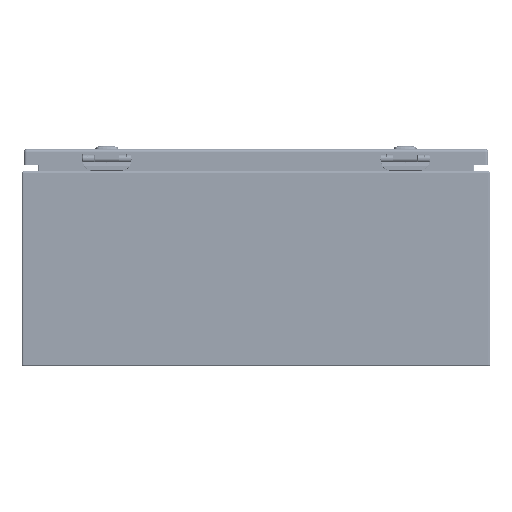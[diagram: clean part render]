
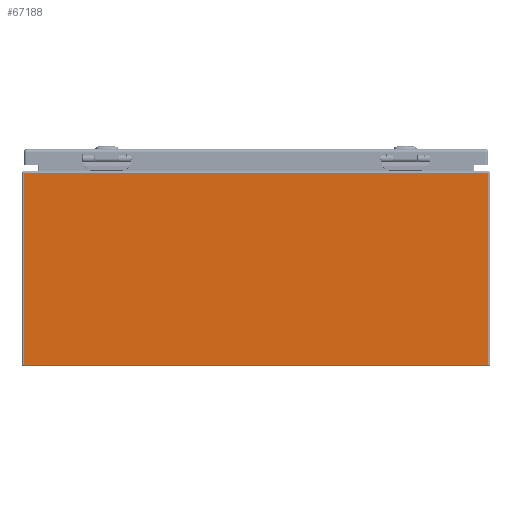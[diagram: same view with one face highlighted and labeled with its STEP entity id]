
A CAD part, left-side view. The second image highlights one B-rep face of the part: STEP entity #67188.
In plain terms, the highlighted planar face has unit normal (-1, 0, 0).
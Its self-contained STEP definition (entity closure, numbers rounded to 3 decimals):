
#6820=LINE('',#94421,#10948);
#6821=LINE('',#94428,#10949);
#6822=LINE('',#94430,#10950);
#6823=LINE('',#94431,#10951);
#10948=VECTOR('',#78255,0.394);
#10949=VECTOR('',#78264,0.394);
#10950=VECTOR('',#78265,0.394);
#10951=VECTOR('',#78266,0.394);
#16157=FACE_OUTER_BOUND('',#20317,.T.);
#20317=EDGE_LOOP('',(#44667,#44668,#44669,#44670));
#27282=VERTEX_POINT('',#94410);
#27285=VERTEX_POINT('',#94417);
#27288=VERTEX_POINT('',#94427);
#27289=VERTEX_POINT('',#94429);
#33971=EDGE_CURVE('',#27282,#27285,#6820,.T.);
#33974=EDGE_CURVE('',#27288,#27282,#6821,.T.);
#33975=EDGE_CURVE('',#27289,#27288,#6822,.T.);
#33976=EDGE_CURVE('',#27289,#27285,#6823,.T.);
#44667=ORIENTED_EDGE('',*,*,#33971,.F.);
#44668=ORIENTED_EDGE('',*,*,#33974,.F.);
#44669=ORIENTED_EDGE('',*,*,#33975,.F.);
#44670=ORIENTED_EDGE('',*,*,#33976,.T.);
#65721=PLANE('',#72205);
#67188=ADVANCED_FACE('',(#16157),#65721,.F.);
#72205=AXIS2_PLACEMENT_3D('',#94426,#78262,#78263);
#78255=DIRECTION('',(0.,0.,-1.));
#78262=DIRECTION('center_axis',(1.,0.,0.));
#78263=DIRECTION('ref_axis',(0.,0.,-1.));
#78264=DIRECTION('',(0.,-1.,0.));
#78265=DIRECTION('',(0.,0.,1.));
#78266=DIRECTION('',(0.,-1.,0.));
#94410=CARTESIAN_POINT('',(-12.,-11.916,9.916));
#94417=CARTESIAN_POINT('',(-12.,-11.916,0.084));
#94421=CARTESIAN_POINT('',(-12.,-11.916,9.916));
#94426=CARTESIAN_POINT('Origin',(-12.,-11.078,9.916));
#94427=CARTESIAN_POINT('',(-12.,11.916,9.916));
#94428=CARTESIAN_POINT('',(-12.,11.078,9.916));
#94429=CARTESIAN_POINT('',(-12.,11.916,0.084));
#94430=CARTESIAN_POINT('',(-12.,11.916,9.916));
#94431=CARTESIAN_POINT('',(-12.,0.,0.084));
